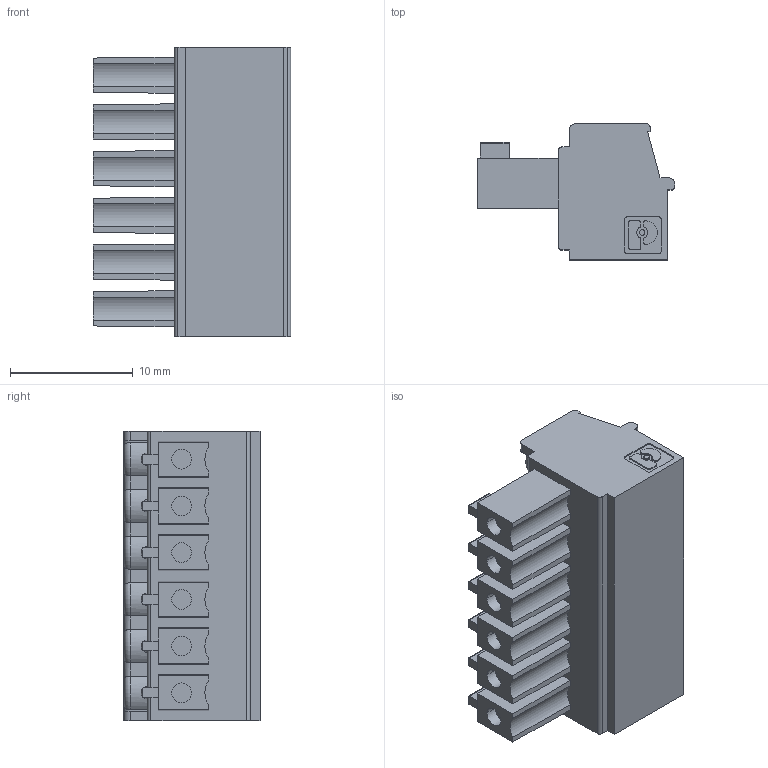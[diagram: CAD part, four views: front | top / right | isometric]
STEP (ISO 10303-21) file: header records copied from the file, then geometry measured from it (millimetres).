
FILE_DESCRIPTION(('Creo Elements/Direct Modeling STEP Export'),'2;1');
FILE_NAME('model.stp','2020-08-28T 1:22:29',(''),(''),'Creo Elements/Direct Modeling STEP processor for AP214 (Solid Model)','Creo Elements/Direct Modeling 20.1A 29-Sep-2018 (C) Parametric Technology GmbH','');
FILE_SCHEMA(('AUTOMOTIVE_DESIGN { 1 0 10303 214 1 1 1 1 }'));
Length unit declared in the file: millimetre
Products named in the file (2): PG110091
Assembly tree (1 placements, depth 2):
  PG110091
    PG110091
Bounding box: 16.1 x 11.1 x 23.65 mm (x, y, z)
Volume: 2253 mm3; surface area: 2352.1 mm2
Topology: 1 solids, 1 shells, 388 faces, 1056 edges, 692 vertices
Faces by surface type: plane 229, cylinder 117, torus 18, sphere 12, cone 12
Entity records: 15697 total; most frequent: CARTESIAN_POINT 5036, ORIENTED_EDGE 2088, DIRECTION 2022, EDGE_CURVE 1044, AXIS2_PLACEMENT_3D 696, VERTEX_POINT 692, VECTOR 630, LINE 630
